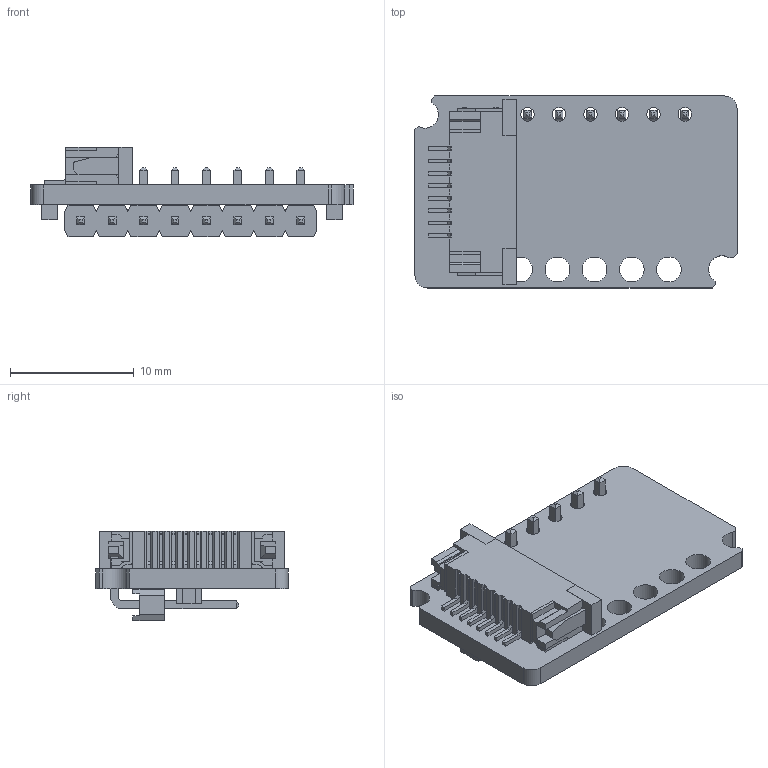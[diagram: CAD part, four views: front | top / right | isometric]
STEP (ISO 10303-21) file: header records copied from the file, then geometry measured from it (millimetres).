
FILE_DESCRIPTION(('Open CASCADE Model'),'2;1');
FILE_NAME('Open CASCADE Shape Model','2020-05-22T20:37:11',('Author'),( 'Open CASCADE'),'Open CASCADE STEP processor 6.8','Open CASCADE 6.8' ,'Unknown');
FILE_SCHEMA(('AUTOMOTIVE_DESIGN { 1 0 10303 214 1 1 1 1 }'));
Length unit declared in the file: millimetre
Products named in the file (19): PCB; Board; Open CASCADE STEP translator 6.8 3.1.1; C2; 2x1.25x1.25x0.5; Body_2.0x1.25x1.25x0.5; Contact_1.25x1.25x0.5; C1; J2; 68610814122; 6861xx14122_PIN; 6860xx14122_FLANGE; 6860xx14122_FLANGE-BIS; 68610814122_PAD; J1; 61300811021; 6130xx11021_PIN
Assembly tree (34 placements, depth 4):
  PCB
    Board
      Open CASCADE STEP translator 6.8 3.1.1
    C2
      2x1.25x1.25x0.5
        Body_2.0x1.25x1.25x0.5
        Contact_1.25x1.25x0.5  x2
    C1
      2x1.25x1.25x0.5
        Body_2.0x1.25x1.25x0.5
        Contact_1.25x1.25x0.5  x2
    J2
      68610814122
        68610814122
        6861xx14122_PIN  x8
        6860xx14122_FLANGE
        6860xx14122_FLANGE-BIS
        68610814122_PAD
    J1
      61300811021
        6130xx11021_PIN  x8
        61300811021
Bounding box: 26 x 15.5 x 7.19 mm (x, y, z)
Volume: 925.8 mm3; surface area: 2364.5 mm2
Topology: 28 solids, 28 shells, 823 faces, 2235 edges, 1438 vertices
Faces by surface type: plane 778, cylinder 45
Full cylindrical faces by diameter (mm): 1.1 x8, 2 x5
Entity records: 18429 total; most frequent: CARTESIAN_POINT 3041, ORIENTED_EDGE 3016, DIRECTION 2692, EDGE_CURVE 1508, LINE 1446, VECTOR 1446, VERTEX_POINT 972, AXIS2_PLACEMENT_3D 623
